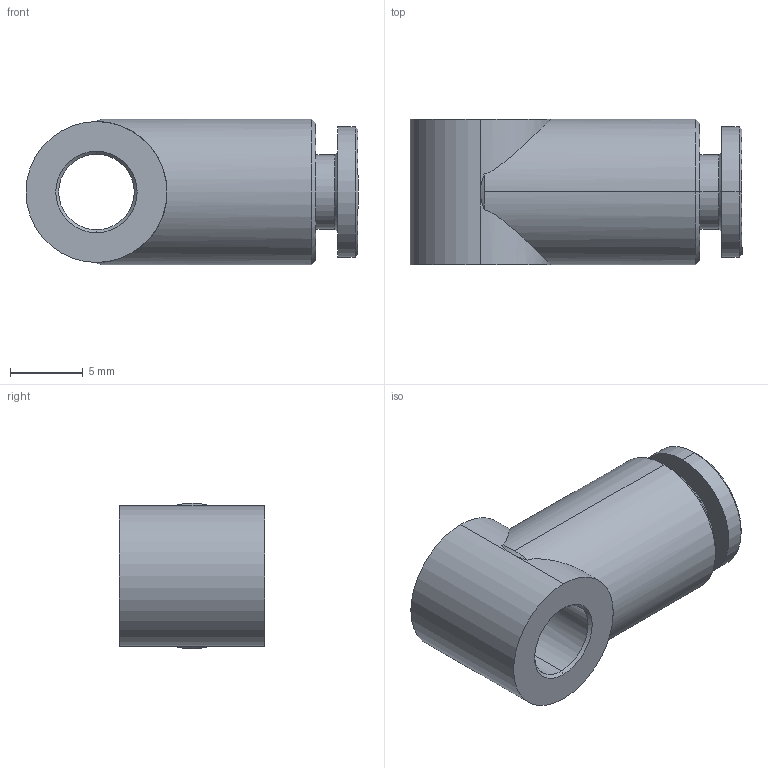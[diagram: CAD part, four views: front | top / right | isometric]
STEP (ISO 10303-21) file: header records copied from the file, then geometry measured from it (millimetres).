
FILE_DESCRIPTION (( 'STEP AP203' ), '1' );
FILE_NAME ('B0180010.STEP', '2012-08-24T12:37:55', ( '' ), ( 'sopra-pneumatic' ), 'SwSTEP 2.0', 'SolidWorks 2011', '' );
FILE_SCHEMA (( 'CONFIG_CONTROL_DESIGN' ));
Length unit declared in the file: millimetre
Products named in the file (1): B0180010
Bounding box: 22.85 x 10 x 10 mm (x, y, z)
Volume: 1317.7 mm3; surface area: 1245.6 mm2
Topology: 1 solids, 1 shells, 38 faces, 83 edges, 50 vertices
Faces by surface type: cylinder 17, cone 15, plane 6
Entity records: 1264 total; most frequent: CARTESIAN_POINT 328, DIRECTION 195, ORIENTED_EDGE 166, EDGE_CURVE 83, AXIS2_PLACEMENT_3D 83, VERTEX_POINT 50, EDGE_LOOP 45, CIRCLE 44
